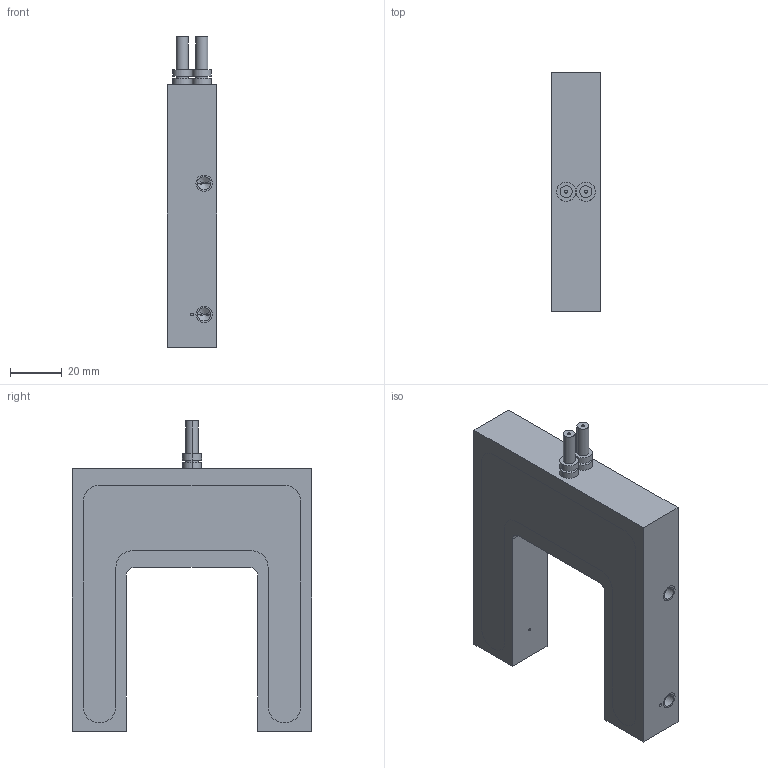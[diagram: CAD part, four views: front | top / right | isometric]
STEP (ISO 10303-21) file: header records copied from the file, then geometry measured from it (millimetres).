
FILE_DESCRIPTION((''),'2;1');
FILE_NAME('193961_ASM','2016-03-09T',('pdmadmin'),(''),'PRO/ENGINEER BY PARAMETRIC TECHNOLOGY CORPORATION, 2013230','PRO/ENGINEER BY PARAMETRIC TECHNOLOGY CORPORATION, 2013230','');
FILE_SCHEMA(('CONFIG_CONTROL_DESIGN'));
Length unit declared in the file: inch
Products named in the file (6): 112854; 51006; FIBER_CORE_1MM_45_DEG; 71076_ASM; 112854_POTTING; 193961_ASM
Assembly tree (7 placements, depth 3):
  193961_ASM
    71076_ASM
      112854
      51006  x2
      FIBER_CORE_1MM_45_DEG  x2
    112854_POTTING
Bounding box: 19.05 x 92.71 x 120.19 mm (x, y, z)
Volume: 117678.6 mm3; surface area: 45410.4 mm2
Topology: 6 solids, 10 shells, 153 faces, 362 edges, 232 vertices
Faces by surface type: cylinder 82, plane 51, cone 16, torus 4
Entity records: 3802 total; most frequent: DIRECTION 708, CARTESIAN_POINT 644, ORIENTED_EDGE 564, EDGE_CURVE 290, AXIS2_PLACEMENT_3D 280, VERTEX_POINT 192, VECTOR 148, LINE 148
